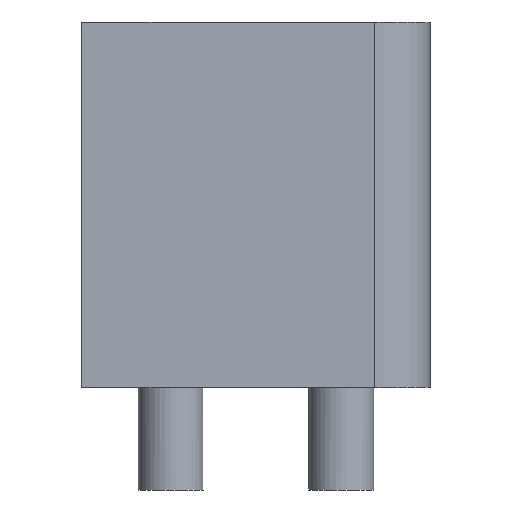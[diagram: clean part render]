
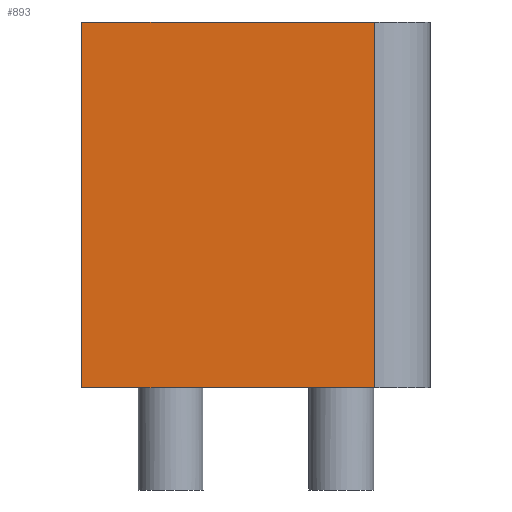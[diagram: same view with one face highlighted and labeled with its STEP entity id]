
A CAD part, front view. The second image highlights one B-rep face of the part: STEP entity #893.
In plain terms, the highlighted planar face has unit normal (0, -1, 0).
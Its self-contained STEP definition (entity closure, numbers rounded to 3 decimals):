
#79=FACE_OUTER_BOUND('',#131,.T.);
#131=EDGE_LOOP('',(#607,#608,#609,#610));
#197=LINE('',#1365,#289);
#198=LINE('',#1367,#290);
#199=LINE('',#1369,#291);
#200=LINE('',#1370,#292);
#289=VECTOR('',#1081,8.575);
#290=VECTOR('',#1082,10.7);
#291=VECTOR('',#1083,8.575);
#292=VECTOR('',#1084,10.7);
#375=VERTEX_POINT('',#1363);
#376=VERTEX_POINT('',#1364);
#377=VERTEX_POINT('',#1366);
#378=VERTEX_POINT('',#1368);
#469=EDGE_CURVE('',#375,#376,#197,.T.);
#470=EDGE_CURVE('',#377,#376,#198,.T.);
#471=EDGE_CURVE('',#378,#377,#199,.T.);
#472=EDGE_CURVE('',#378,#375,#200,.T.);
#607=ORIENTED_EDGE('',*,*,#469,.T.);
#608=ORIENTED_EDGE('',*,*,#470,.F.);
#609=ORIENTED_EDGE('',*,*,#471,.F.);
#610=ORIENTED_EDGE('',*,*,#472,.T.);
#853=PLANE('',#961);
#893=ADVANCED_FACE('',(#79),#853,.F.);
#961=AXIS2_PLACEMENT_3D('',#1362,#1079,#1080);
#1079=DIRECTION('center_axis',(0.,1.,0.));
#1080=DIRECTION('ref_axis',(0.,0.,1.));
#1081=DIRECTION('',(1.,0.,0.));
#1082=DIRECTION('',(0.,0.,-1.));
#1083=DIRECTION('',(1.,0.,0.));
#1084=DIRECTION('',(0.,0.,-1.));
#1362=CARTESIAN_POINT('Origin',(0.,-2.625,10.7));
#1363=CARTESIAN_POINT('',(0.,-2.625,0.));
#1364=CARTESIAN_POINT('',(8.575,-2.625,0.));
#1365=CARTESIAN_POINT('',(0.,-2.625,0.));
#1366=CARTESIAN_POINT('',(8.575,-2.625,10.7));
#1367=CARTESIAN_POINT('',(8.575,-2.625,10.7));
#1368=CARTESIAN_POINT('',(0.,-2.625,10.7));
#1369=CARTESIAN_POINT('',(0.,-2.625,10.7));
#1370=CARTESIAN_POINT('',(0.,-2.625,10.7));
